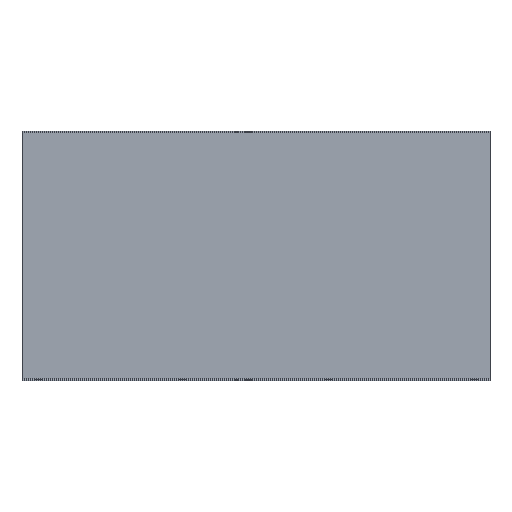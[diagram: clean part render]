
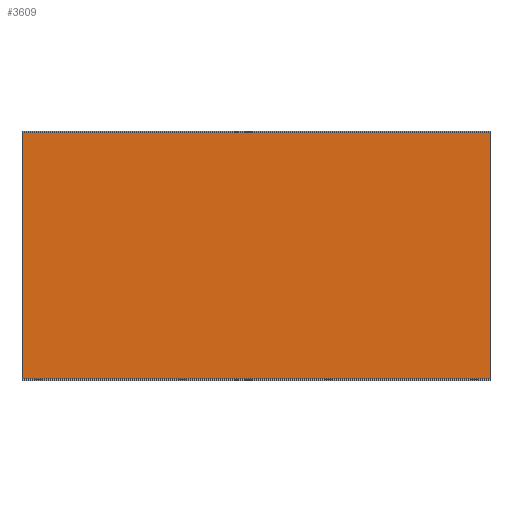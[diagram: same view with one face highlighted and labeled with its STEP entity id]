
A CAD part, top view. The second image highlights one B-rep face of the part: STEP entity #3609.
In plain terms, the highlighted face is planar.
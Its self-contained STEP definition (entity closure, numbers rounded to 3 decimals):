
#8 = DIRECTION ( 'NONE',  ( 0., -1., 0. ) ) ;
#148 = ORIENTED_EDGE ( 'NONE', *, *, #3637, .F. ) ;
#428 = PLANE ( 'NONE',  #2872 ) ;
#451 = CARTESIAN_POINT ( 'NONE',  ( 0., 0., -3. ) ) ;
#607 = VERTEX_POINT ( 'NONE', #693 ) ;
#693 = CARTESIAN_POINT ( 'NONE',  ( -750., 398.5, -3. ) ) ;
#805 = LINE ( 'NONE', #1549, #955 ) ;
#955 = VECTOR ( 'NONE', #1841, 1000. ) ;
#1037 = VERTEX_POINT ( 'NONE', #4331 ) ;
#1063 = ORIENTED_EDGE ( 'NONE', *, *, #2064, .F. ) ;
#1249 = EDGE_CURVE ( 'NONE', #1037, #4171, #3578, .T. ) ;
#1323 = ORIENTED_EDGE ( 'NONE', *, *, #1249, .F. ) ;
#1356 = ORIENTED_EDGE ( 'NONE', *, *, #2635, .F. ) ;
#1467 = FACE_OUTER_BOUND ( 'NONE', #1514, .T. ) ;
#1514 = EDGE_LOOP ( 'NONE', ( #1063, #1323, #148, #1356 ) ) ;
#1549 = CARTESIAN_POINT ( 'NONE',  ( -750., 398.5, -3. ) ) ;
#1621 = CARTESIAN_POINT ( 'NONE',  ( 750., -398.5, -3. ) ) ;
#1693 = CARTESIAN_POINT ( 'NONE',  ( 750., -392.5, -3. ) ) ;
#1792 = CARTESIAN_POINT ( 'NONE',  ( -750., -398.5, -3. ) ) ;
#1841 = DIRECTION ( 'NONE',  ( -1., 0., 0. ) ) ;
#2064 = EDGE_CURVE ( 'NONE', #4171, #2776, #3718, .T. ) ;
#2635 = EDGE_CURVE ( 'NONE', #2776, #607, #805, .T. ) ;
#2686 = CARTESIAN_POINT ( 'NONE',  ( 750., 398.5, -3. ) ) ;
#2776 = VERTEX_POINT ( 'NONE', #2686 ) ;
#2824 = DIRECTION ( 'NONE',  ( 1., 0., 0. ) ) ;
#2872 = AXIS2_PLACEMENT_3D ( 'NONE', #451, #3863, #3487 ) ;
#2988 = DIRECTION ( 'NONE',  ( 0., 1., 0. ) ) ;
#3156 = CARTESIAN_POINT ( 'NONE',  ( -750., -392.5, -3. ) ) ;
#3230 = VECTOR ( 'NONE', #8, 1000. ) ;
#3266 = VECTOR ( 'NONE', #2988, 1000. ) ;
#3487 = DIRECTION ( 'NONE',  ( -1., 0., 0. ) ) ;
#3510 = LINE ( 'NONE', #1792, #3230 ) ;
#3560 = VECTOR ( 'NONE', #2824, 1000. ) ;
#3578 = LINE ( 'NONE', #3156, #3560 ) ;
#3609 = ADVANCED_FACE ( 'NONE', ( #1467 ), #428, .T. ) ;
#3637 = EDGE_CURVE ( 'NONE', #607, #1037, #3510, .T. ) ;
#3718 = LINE ( 'NONE', #1621, #3266 ) ;
#3863 = DIRECTION ( 'NONE',  ( 0., 0., -1. ) ) ;
#4171 = VERTEX_POINT ( 'NONE', #1693 ) ;
#4331 = CARTESIAN_POINT ( 'NONE',  ( -750., -392.5, -3. ) ) ;
